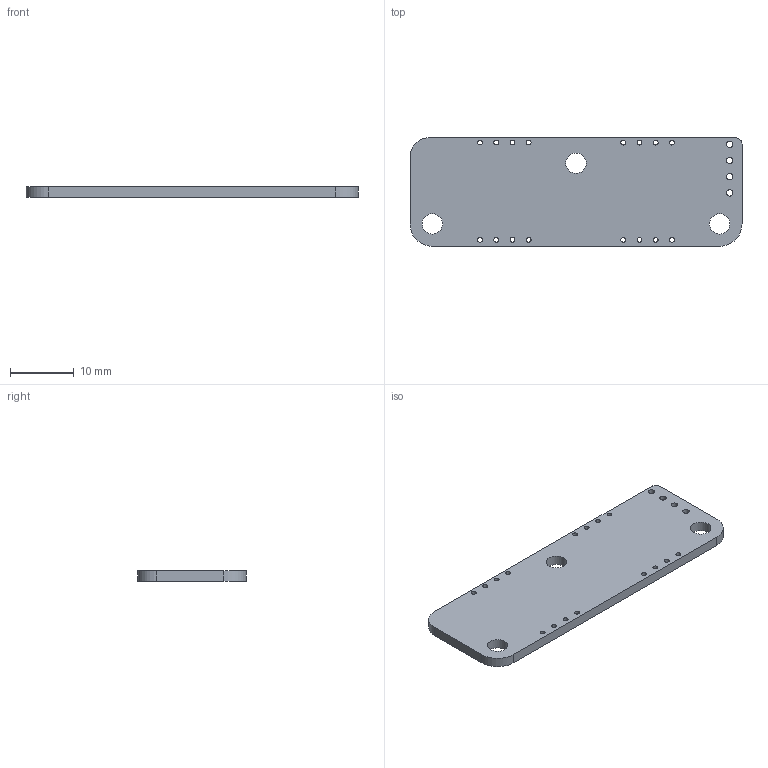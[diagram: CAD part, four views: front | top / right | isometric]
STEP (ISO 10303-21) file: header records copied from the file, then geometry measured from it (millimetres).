
FILE_DESCRIPTION(('FreeCAD Model'),'2;1');
FILE_NAME('ams5915v2.step','2018-01-08T21:29:43',('kicad StepUp'),('ksu MCAD'), 'Open CASCADE STEP processor 6.9','FreeCAD','Unknown');
FILE_SCHEMA(('AUTOMOTIVE_DESIGN { 1 0 10303 214 1 1 1 1 }'));
Length unit declared in the file: millimetre
Products named in the file (2): ASSEMBLY; Pcb
Assembly tree (1 placements, depth 2):
  ASSEMBLY
    Pcb
Bounding box: 52 x 17 x 1.6 mm (x, y, z)
Volume: 1347.2 mm3; surface area: 2027 mm2
Topology: 1 solids, 1 shells, 33 faces, 93 edges, 62 vertices
Faces by surface type: cylinder 27, plane 6
Full cylindrical faces by diameter (mm): 0.762 x16, 1 x4, 3.2 x3
Entity records: 1232 total; most frequent: DIRECTION 217, CARTESIAN_POINT 190, ORIENTED_EDGE 186, EDGE_CURVE 93, AXIS2_PLACEMENT_3D 89, FACE_BOUND 79, EDGE_LOOP 79, VERTEX_POINT 62
